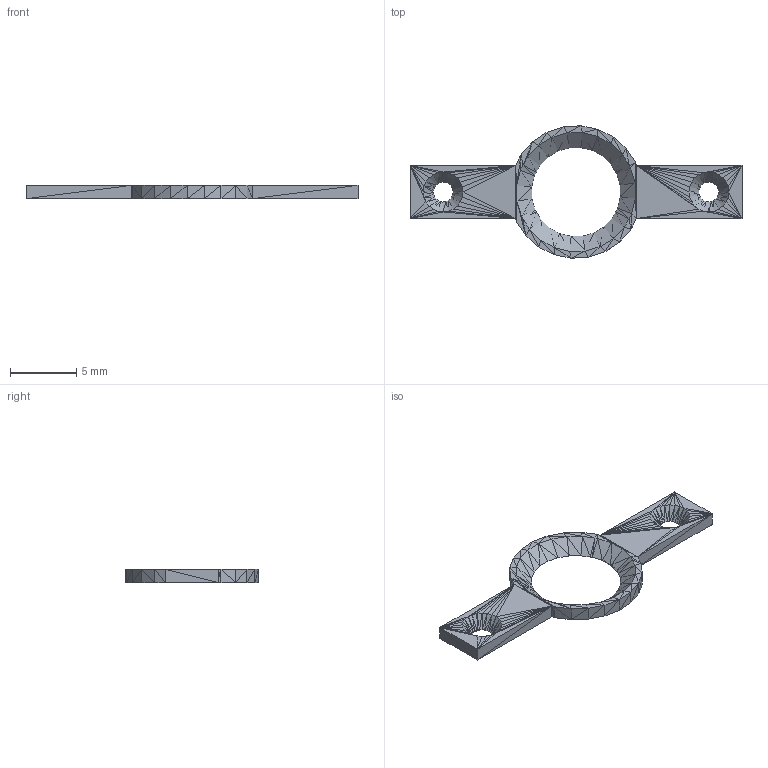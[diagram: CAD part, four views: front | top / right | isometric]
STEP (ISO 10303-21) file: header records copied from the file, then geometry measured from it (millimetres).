
FILE_DESCRIPTION(('FreeCAD Model'),'2;1');
FILE_NAME('Open CASCADE Shape Model','2024-12-02T13:50:09',('Author'),( ''),'Open CASCADE STEP processor 7.8','FreeCAD','Unknown');
FILE_SCHEMA(('AUTOMOTIVE_DESIGN { 1 0 10303 214 1 1 1 1 }'));
Length unit declared in the file: millimetre
Products named in the file (1): headplate001
Bounding box: 25 x 9.97 x 1 mm (x, y, z)
Surface area: 279.8 mm2 (no closed solid volume)
Topology: 0 solids, 416 shells, 416 faces, 1248 edges, 1248 vertices
Faces by surface type: plane 416
Entity records: 17907 total; most frequent: CARTESIAN_POINT 2913, DIRECTION 2082, ORIENTED_EDGE 1248, EDGE_CURVE 1248, VERTEX_POINT 1248, LINE 1248, VECTOR 1248, AXIS2_PLACEMENT_3D 417
